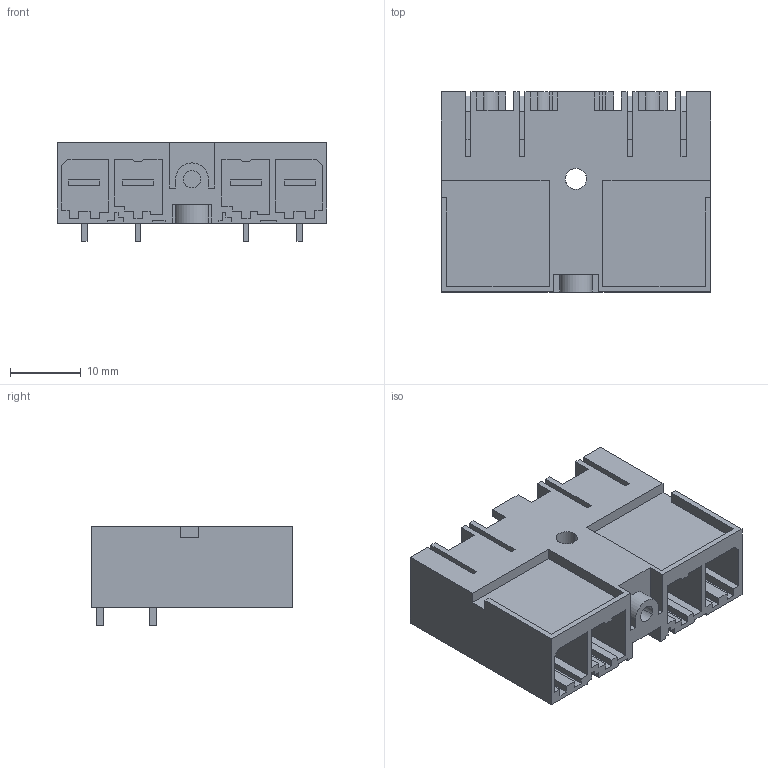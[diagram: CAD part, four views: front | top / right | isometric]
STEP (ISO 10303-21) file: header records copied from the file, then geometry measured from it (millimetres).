
FILE_DESCRIPTION(('CATIA V5 STEP Exchange','CAx-IF Rec.Pracs.--- Model Styling and Organization---1.4--- 2014-01-23'),'2;1');
FILE_NAME ('133852-1_0', '2020-12-03T13:17:07+00:00', ('none'), ('Weidmueller'), 'CATIA Version 5-6 Release 2016 SP3 HF44', 'CATIA V5 STEP AP214', 'none');
FILE_SCHEMA(('AUTOMOTIVE_DESIGN { 1 0 10303 214 1 1 1 1 }'));
Length unit declared in the file: millimetre
Products named in the file (1): 2500250000
Bounding box: 38.1 x 28.3 x 14 mm (x, y, z)
Volume: 7090.3 mm3; surface area: 8847.8 mm2
Topology: 5 solids, 5 shells, 356 faces, 1032 edges, 688 vertices
Faces by surface type: plane 337, cylinder 19
Entity records: 11516 total; most frequent: ORIENTED_EDGE 2064, CARTESIAN_POINT 2039, DIRECTION 1617, EDGE_CURVE 1032, VECTOR 990, LINE 990, VERTEX_POINT 688, EDGE_LOOP 370
